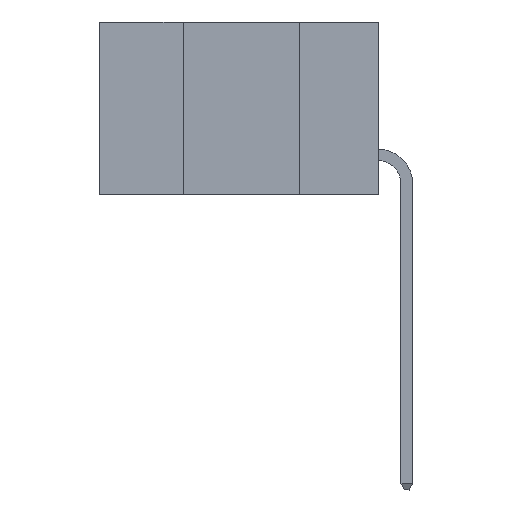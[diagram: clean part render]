
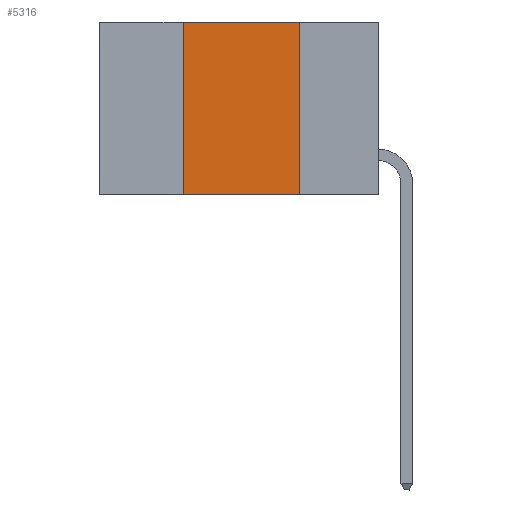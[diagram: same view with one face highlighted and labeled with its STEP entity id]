
A CAD part, left-side view. The second image highlights one B-rep face of the part: STEP entity #5316.
In plain terms, the highlighted planar face has unit normal (-1, 0, 0).
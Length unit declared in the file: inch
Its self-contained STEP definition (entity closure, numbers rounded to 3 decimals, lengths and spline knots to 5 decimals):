
#1188 = EDGE_CURVE ( 'NONE', #1332, #11466, #9935, .T. ) ;
#1332 = VERTEX_POINT ( 'NONE', #10035 ) ;
#1696 = CARTESIAN_POINT ( 'NONE',  ( 0., 0.6, 0. ) ) ;
#2478 = CARTESIAN_POINT ( 'NONE',  ( 0., 0.42, -0.37 ) ) ;
#3135 = AXIS2_PLACEMENT_3D ( 'NONE', #7055, #18583, #13435 ) ;
#3146 = CARTESIAN_POINT ( 'NONE',  ( 0., 0.42, -0.37 ) ) ;
#4889 = ORIENTED_EDGE ( 'NONE', *, *, #5303, .T. ) ;
#4995 = LINE ( 'NONE', #11581, #7804 ) ;
#5303 = EDGE_CURVE ( 'NONE', #18269, #5909, #16879, .T. ) ;
#5316 = ADVANCED_FACE ( 'NONE', ( #16777 ), #6847, .F. ) ;
#5909 = VERTEX_POINT ( 'NONE', #17459 ) ;
#6241 = DIRECTION ( 'NONE',  ( 0., -1., 0. ) ) ;
#6847 = PLANE ( 'NONE',  #3135 ) ;
#6949 = DIRECTION ( 'NONE',  ( 0., -1., 0. ) ) ;
#7055 = CARTESIAN_POINT ( 'NONE',  ( 0., 0.6, 0. ) ) ;
#7804 = VECTOR ( 'NONE', #9976, 39.37008 ) ;
#9935 = LINE ( 'NONE', #1696, #19505 ) ;
#9976 = DIRECTION ( 'NONE',  ( 0., 0., -1. ) ) ;
#10035 = CARTESIAN_POINT ( 'NONE',  ( 0., 0.42, 0. ) ) ;
#10525 = CARTESIAN_POINT ( 'NONE',  ( 0., 0.17, 0. ) ) ;
#11348 = EDGE_LOOP ( 'NONE', ( #14031, #16733, #17062, #4889 ) ) ;
#11466 = VERTEX_POINT ( 'NONE', #10525 ) ;
#11581 = CARTESIAN_POINT ( 'NONE',  ( 0., 0.17, -0.37 ) ) ;
#12309 = DIRECTION ( 'NONE',  ( 0., 0., 1. ) ) ;
#12913 = EDGE_CURVE ( 'NONE', #11466, #5909, #4995, .T. ) ;
#13435 = DIRECTION ( 'NONE',  ( 0., 0., -1. ) ) ;
#14031 = ORIENTED_EDGE ( 'NONE', *, *, #12913, .F. ) ;
#14084 = VECTOR ( 'NONE', #12309, 39.37008 ) ;
#15050 = CARTESIAN_POINT ( 'NONE',  ( 0., 0.6, -0.37 ) ) ;
#16733 = ORIENTED_EDGE ( 'NONE', *, *, #1188, .F. ) ;
#16777 = FACE_OUTER_BOUND ( 'NONE', #11348, .T. ) ;
#16879 = LINE ( 'NONE', #15050, #17582 ) ;
#17062 = ORIENTED_EDGE ( 'NONE', *, *, #17207, .F. ) ;
#17207 = EDGE_CURVE ( 'NONE', #18269, #1332, #20683, .T. ) ;
#17459 = CARTESIAN_POINT ( 'NONE',  ( 0., 0.17, -0.37 ) ) ;
#17582 = VECTOR ( 'NONE', #6949, 39.37008 ) ;
#18269 = VERTEX_POINT ( 'NONE', #3146 ) ;
#18583 = DIRECTION ( 'NONE',  ( 1., 0., 0. ) ) ;
#19505 = VECTOR ( 'NONE', #6241, 39.37008 ) ;
#20683 = LINE ( 'NONE', #2478, #14084 ) ;
